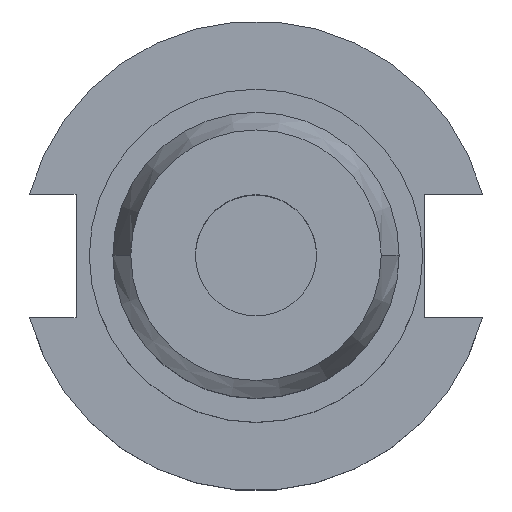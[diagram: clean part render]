
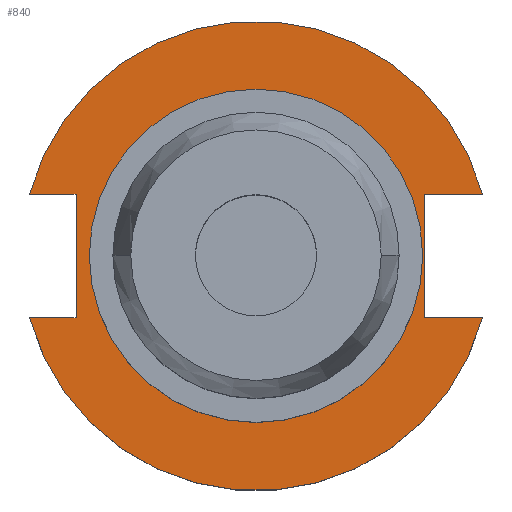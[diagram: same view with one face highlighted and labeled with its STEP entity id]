
A CAD part, top view. The second image highlights one B-rep face of the part: STEP entity #840.
In plain terms, the highlighted planar face has unit normal (0, 0, 1).
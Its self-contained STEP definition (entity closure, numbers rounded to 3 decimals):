
#8 = ORIENTED_EDGE ( 'NONE', *, *, #582, .F. ) ;
#16 = EDGE_CURVE ( 'NONE', #1181, #1423, #1451, .T. ) ;
#18 = DIRECTION ( 'NONE',  ( 1., 0., 0. ) ) ;
#48 = CARTESIAN_POINT ( 'NONE',  ( -63.719, 12.954, 19.05 ) ) ;
#62 = CARTESIAN_POINT ( 'NONE',  ( -37.719, -12.954, 19.05 ) ) ;
#86 = DIRECTION ( 'NONE',  ( 1., 0., 0. ) ) ;
#97 = DIRECTION ( 'NONE',  ( 0., -1., 0. ) ) ;
#101 = LINE ( 'NONE', #455, #1654 ) ;
#104 = CARTESIAN_POINT ( 'NONE',  ( 0., 0., 19.05 ) ) ;
#106 = ORIENTED_EDGE ( 'NONE', *, *, #1255, .T. ) ;
#139 = EDGE_LOOP ( 'NONE', ( #256, #1132 ) ) ;
#152 = VERTEX_POINT ( 'NONE', #374 ) ;
#166 = CARTESIAN_POINT ( 'NONE',  ( 47.477, 12.954, 19.05 ) ) ;
#188 = AXIS2_PLACEMENT_3D ( 'NONE', #978, #196, #1123 ) ;
#196 = DIRECTION ( 'NONE',  ( 0., 0., 1. ) ) ;
#227 = VERTEX_POINT ( 'NONE', #876 ) ;
#256 = ORIENTED_EDGE ( 'NONE', *, *, #940, .F. ) ;
#258 = LINE ( 'NONE', #48, #1807 ) ;
#291 = ORIENTED_EDGE ( 'NONE', *, *, #1100, .F. ) ;
#313 = EDGE_CURVE ( 'NONE', #1672, #515, #759, .T. ) ;
#328 = CIRCLE ( 'NONE', #1341, 34.925 ) ;
#374 = CARTESIAN_POINT ( 'NONE',  ( 47.477, -12.954, 19.05 ) ) ;
#409 = VECTOR ( 'NONE', #97, 1000. ) ;
#437 = DIRECTION ( 'NONE',  ( 0., 0., 1. ) ) ;
#446 = EDGE_CURVE ( 'NONE', #946, #227, #1766, .T. ) ;
#450 = DIRECTION ( 'NONE',  ( 1., 0., 0. ) ) ;
#455 = CARTESIAN_POINT ( 'NONE',  ( 35.306, 12.954, 19.05 ) ) ;
#464 = VECTOR ( 'NONE', #545, 1000. ) ;
#479 = ORIENTED_EDGE ( 'NONE', *, *, #963, .F. ) ;
#484 = DIRECTION ( 'NONE',  ( -1., 0., 0. ) ) ;
#490 = VERTEX_POINT ( 'NONE', #1546 ) ;
#515 = VERTEX_POINT ( 'NONE', #1339 ) ;
#517 = CARTESIAN_POINT ( 'NONE',  ( -34.925, 0., 19.05 ) ) ;
#545 = DIRECTION ( 'NONE',  ( 1., 0., 0. ) ) ;
#564 = CARTESIAN_POINT ( 'NONE',  ( 35.306, -12.954, 19.05 ) ) ;
#582 = EDGE_CURVE ( 'NONE', #903, #1847, #590, .T. ) ;
#590 = LINE ( 'NONE', #1601, #409 ) ;
#616 = DIRECTION ( 'NONE',  ( -1., 0., 0. ) ) ;
#630 = AXIS2_PLACEMENT_3D ( 'NONE', #104, #1455, #86 ) ;
#639 = CIRCLE ( 'NONE', #1204, 49.213 ) ;
#663 = ORIENTED_EDGE ( 'NONE', *, *, #16, .F. ) ;
#688 = LINE ( 'NONE', #1421, #1791 ) ;
#692 = CARTESIAN_POINT ( 'NONE',  ( 35.306, -12.954, 19.05 ) ) ;
#759 = CIRCLE ( 'NONE', #1880, 34.925 ) ;
#765 = FACE_BOUND ( 'NONE', #139, .T. ) ;
#840 = ADVANCED_FACE ( 'NONE', ( #765, #1810 ), #1831, .T. ) ;
#864 = ORIENTED_EDGE ( 'NONE', *, *, #1749, .F. ) ;
#876 = CARTESIAN_POINT ( 'NONE',  ( -47.477, 12.954, 19.05 ) ) ;
#903 = VERTEX_POINT ( 'NONE', #1052 ) ;
#912 = LINE ( 'NONE', #692, #464 ) ;
#940 = EDGE_CURVE ( 'NONE', #515, #1672, #328, .T. ) ;
#946 = VERTEX_POINT ( 'NONE', #166 ) ;
#947 = ORIENTED_EDGE ( 'NONE', *, *, #1337, .F. ) ;
#954 = DIRECTION ( 'NONE',  ( 0., 0., 1. ) ) ;
#963 = EDGE_CURVE ( 'NONE', #490, #1181, #688, .T. ) ;
#978 = CARTESIAN_POINT ( 'NONE',  ( 0., 49.213, 19.05 ) ) ;
#1052 = CARTESIAN_POINT ( 'NONE',  ( 35.306, 12.954, 19.05 ) ) ;
#1100 = EDGE_CURVE ( 'NONE', #1423, #227, #258, .T. ) ;
#1123 = DIRECTION ( 'NONE',  ( 1., 0., 0. ) ) ;
#1132 = ORIENTED_EDGE ( 'NONE', *, *, #313, .F. ) ;
#1174 = DIRECTION ( 'NONE',  ( 0., 1., 0. ) ) ;
#1181 = VERTEX_POINT ( 'NONE', #62 ) ;
#1204 = AXIS2_PLACEMENT_3D ( 'NONE', #1812, #954, #18 ) ;
#1214 = CARTESIAN_POINT ( 'NONE',  ( -37.719, 12.954, 19.05 ) ) ;
#1255 = EDGE_CURVE ( 'NONE', #490, #152, #639, .T. ) ;
#1266 = CARTESIAN_POINT ( 'NONE',  ( -37.719, 12.954, 19.05 ) ) ;
#1337 = EDGE_CURVE ( 'NONE', #946, #903, #101, .T. ) ;
#1339 = CARTESIAN_POINT ( 'NONE',  ( 34.925, 0., 19.05 ) ) ;
#1341 = AXIS2_PLACEMENT_3D ( 'NONE', #1397, #1670, #450 ) ;
#1397 = CARTESIAN_POINT ( 'NONE',  ( 0., 0., 19.05 ) ) ;
#1421 = CARTESIAN_POINT ( 'NONE',  ( -63.719, -12.954, 19.05 ) ) ;
#1423 = VERTEX_POINT ( 'NONE', #1266 ) ;
#1451 = LINE ( 'NONE', #1214, #1788 ) ;
#1455 = DIRECTION ( 'NONE',  ( 0., 0., 1. ) ) ;
#1471 = ORIENTED_EDGE ( 'NONE', *, *, #446, .T. ) ;
#1514 = DIRECTION ( 'NONE',  ( 1., 0., 0. ) ) ;
#1546 = CARTESIAN_POINT ( 'NONE',  ( -47.477, -12.954, 19.05 ) ) ;
#1601 = CARTESIAN_POINT ( 'NONE',  ( 35.306, 12.954, 19.05 ) ) ;
#1653 = CARTESIAN_POINT ( 'NONE',  ( 0., 0., 19.05 ) ) ;
#1654 = VECTOR ( 'NONE', #616, 1000. ) ;
#1670 = DIRECTION ( 'NONE',  ( 0., 0., 1. ) ) ;
#1672 = VERTEX_POINT ( 'NONE', #517 ) ;
#1708 = DIRECTION ( 'NONE',  ( 1., 0., 0. ) ) ;
#1749 = EDGE_CURVE ( 'NONE', #1847, #152, #912, .T. ) ;
#1759 = EDGE_LOOP ( 'NONE', ( #106, #864, #8, #947, #1471, #291, #663, #479 ) ) ;
#1766 = CIRCLE ( 'NONE', #630, 49.213 ) ;
#1788 = VECTOR ( 'NONE', #1174, 1000. ) ;
#1791 = VECTOR ( 'NONE', #1708, 1000. ) ;
#1807 = VECTOR ( 'NONE', #484, 1000. ) ;
#1810 = FACE_OUTER_BOUND ( 'NONE', #1759, .T. ) ;
#1812 = CARTESIAN_POINT ( 'NONE',  ( 0., 0., 19.05 ) ) ;
#1831 = PLANE ( 'NONE',  #188 ) ;
#1847 = VERTEX_POINT ( 'NONE', #564 ) ;
#1880 = AXIS2_PLACEMENT_3D ( 'NONE', #1653, #437, #1514 ) ;
